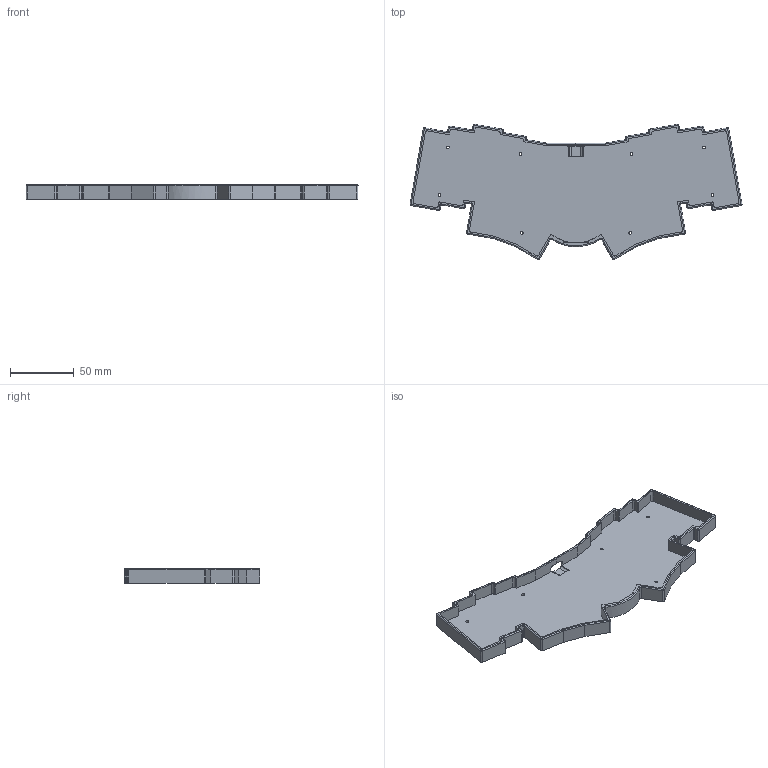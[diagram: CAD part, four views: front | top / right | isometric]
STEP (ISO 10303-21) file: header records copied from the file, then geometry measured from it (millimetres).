
FILE_DESCRIPTION(/* description */ (''),/* implementation_level */ '2;1');
FILE_NAME(/* name */ 'cocot36plus_v2_TrayMountCase_LowPro',/* time_stamp */ '2023-10-27T22:54:27-07:00',/* author */ (''),/* organization */ (''),/* preprocessor_version */ 'ST-DEVELOPER v16.5',/* originating_system */ 'Rhino 7.25',/* authorisation */ '');
FILE_SCHEMA (('CONFIG_CONTROL_DESIGN'));
Length unit declared in the file: millimetre
Products named in the file (1): Document
Bounding box: 261.09 x 106.52 x 11.6 mm (x, y, z)
Surface area: 54440.9 mm2 (no closed solid volume)
Topology: 0 solids, 1 shells, 343 faces, 884 edges, 548 vertices
Faces by surface type: cylinder 174, plane 124, bspline 45
Entity records: 9408 total; most frequent: CARTESIAN_POINT 3849, ORIENTED_EDGE 1762, EDGE_CURVE 884, VERTEX_POINT 548, EDGE_LOOP 368, ADVANCED_FACE 343, FACE_OUTER_BOUND 343, DIRECTION 302
